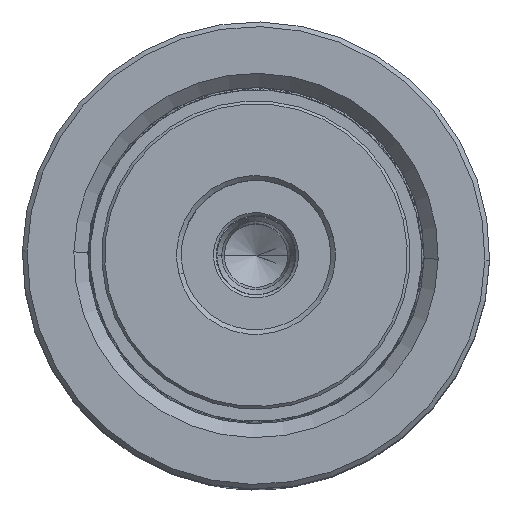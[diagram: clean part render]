
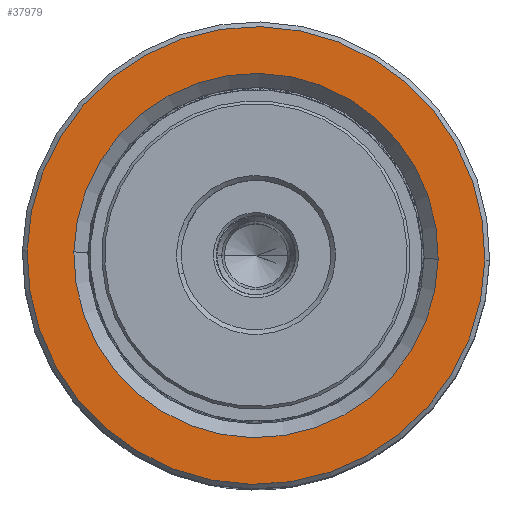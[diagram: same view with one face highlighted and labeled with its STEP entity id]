
A CAD part, top view. The second image highlights one B-rep face of the part: STEP entity #37979.
In plain terms, the highlighted planar face has unit normal (0, 0, 1).
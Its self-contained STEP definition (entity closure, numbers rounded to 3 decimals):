
#205 = DIRECTION ( 'NONE',  ( 0., 0., 1. ) ) ;
#755 = EDGE_CURVE ( 'NONE', #9075, #6375, #34157, .T. ) ;
#1052 = ORIENTED_EDGE ( 'NONE', *, *, #755, .T. ) ;
#2219 = CIRCLE ( 'NONE', #17670, 24.5 ) ;
#3030 = CARTESIAN_POINT ( 'NONE',  ( 0., 0., 60. ) ) ;
#3031 = DIRECTION ( 'NONE',  ( 0., 0., 1. ) ) ;
#4096 = CARTESIAN_POINT ( 'NONE',  ( 0., 0., 60. ) ) ;
#6375 = VERTEX_POINT ( 'NONE', #16757 ) ;
#8452 = EDGE_LOOP ( 'NONE', ( #25848, #26120 ) ) ;
#9075 = VERTEX_POINT ( 'NONE', #32444 ) ;
#9999 = ORIENTED_EDGE ( 'NONE', *, *, #25941, .T. ) ;
#12281 = FACE_OUTER_BOUND ( 'NONE', #8452, .T. ) ;
#12494 = DIRECTION ( 'NONE',  ( 1., 0., 0. ) ) ;
#13886 = EDGE_LOOP ( 'NONE', ( #9999, #1052 ) ) ;
#14209 = AXIS2_PLACEMENT_3D ( 'NONE', #20921, #15043, #36044 ) ;
#15043 = DIRECTION ( 'NONE',  ( 0., 0., -1. ) ) ;
#15169 = CARTESIAN_POINT ( 'NONE',  ( -24.5, 0., 60. ) ) ;
#16173 = VERTEX_POINT ( 'NONE', #23492 ) ;
#16757 = CARTESIAN_POINT ( 'NONE',  ( 19.5, 0., 60. ) ) ;
#17098 = CIRCLE ( 'NONE', #36417, 24.5 ) ;
#17670 = AXIS2_PLACEMENT_3D ( 'NONE', #4096, #22861, #31534 ) ;
#17767 = DIRECTION ( 'NONE',  ( 1., 0., 0. ) ) ;
#18073 = EDGE_CURVE ( 'NONE', #16173, #19842, #17098, .T. ) ;
#19842 = VERTEX_POINT ( 'NONE', #15169 ) ;
#20921 = CARTESIAN_POINT ( 'NONE',  ( 0., 0., 60. ) ) ;
#22164 = AXIS2_PLACEMENT_3D ( 'NONE', #30244, #3031, #17767 ) ;
#22641 = AXIS2_PLACEMENT_3D ( 'NONE', #25529, #34614, #27962 ) ;
#22861 = DIRECTION ( 'NONE',  ( 0., 0., 1. ) ) ;
#23492 = CARTESIAN_POINT ( 'NONE',  ( 24.5, 0., 60. ) ) ;
#24579 = CIRCLE ( 'NONE', #22641, 19.5 ) ;
#25529 = CARTESIAN_POINT ( 'NONE',  ( 0., 0., 60. ) ) ;
#25848 = ORIENTED_EDGE ( 'NONE', *, *, #37454, .T. ) ;
#25941 = EDGE_CURVE ( 'NONE', #6375, #9075, #24579, .T. ) ;
#26120 = ORIENTED_EDGE ( 'NONE', *, *, #18073, .T. ) ;
#27962 = DIRECTION ( 'NONE',  ( 1., 0., 0. ) ) ;
#30244 = CARTESIAN_POINT ( 'NONE',  ( 0., 0., 60. ) ) ;
#31534 = DIRECTION ( 'NONE',  ( 1., 0., 0. ) ) ;
#32444 = CARTESIAN_POINT ( 'NONE',  ( -19.5, 0., 60. ) ) ;
#33280 = FACE_BOUND ( 'NONE', #13886, .T. ) ;
#34157 = CIRCLE ( 'NONE', #14209, 19.5 ) ;
#34614 = DIRECTION ( 'NONE',  ( 0., 0., -1. ) ) ;
#36044 = DIRECTION ( 'NONE',  ( 1., 0., 0. ) ) ;
#36417 = AXIS2_PLACEMENT_3D ( 'NONE', #3030, #205, #12494 ) ;
#37454 = EDGE_CURVE ( 'NONE', #19842, #16173, #2219, .T. ) ;
#37979 = ADVANCED_FACE ( 'NONE', ( #12281, #33280 ), #39758, .T. ) ;
#39758 = PLANE ( 'NONE',  #22164 ) ;
